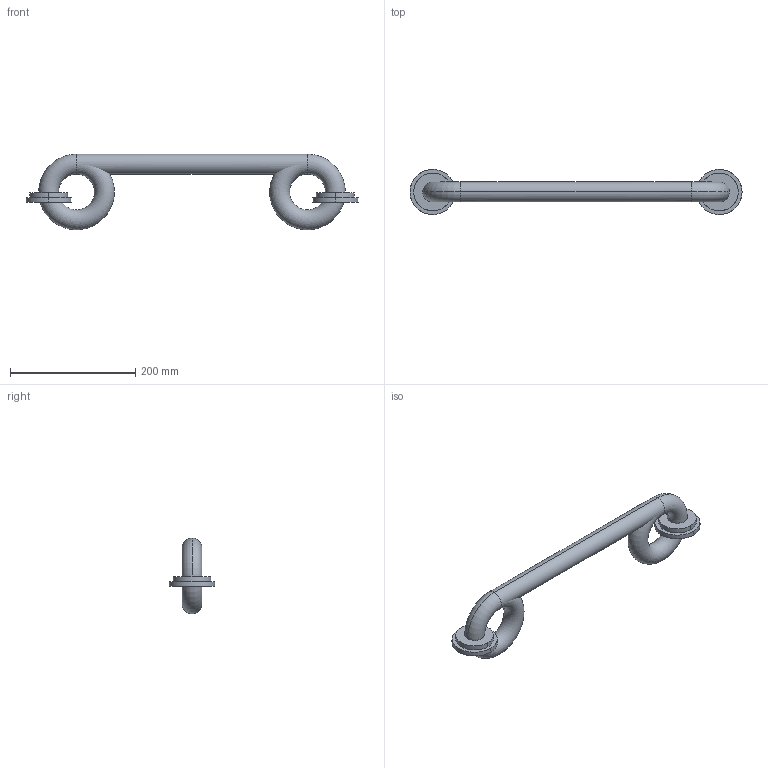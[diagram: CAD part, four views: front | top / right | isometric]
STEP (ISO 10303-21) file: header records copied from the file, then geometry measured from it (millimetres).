
FILE_DESCRIPTION((''),'2;1');
FILE_NAME('16-37_SW0001','2010-07-20T',('Shambuling'),(''),'PRO/ENGINEER BY PARAMETRIC TECHNOLOGY CORPORATION, 2009300','PRO/ENGINEER BY PARAMETRIC TECHNOLOGY CORPORATION, 2009300','');
FILE_SCHEMA(('CONFIG_CONTROL_DESIGN'));
Length unit declared in the file: inch
Products named in the file (1): 16-37_SW0001
Bounding box: 529.46 x 72.26 x 120.65 mm (x, y, z)
Surface area: 168251.9 mm2 (no closed solid volume)
Topology: 0 solids, 0 shells, 28 faces, 102 edges, 98 vertices
Faces by surface type: bspline 24, torus 4
Entity records: 4655 total; most frequent: CARTESIAN_POINT 3654, DIRECTION 172, TRIMMED_CURVE 128, DEFINITIONAL_REPRESENTATION 94, PCURVE 94, COMPOSITE_CURVE_SEGMENT 94, VECTOR 92, LINE 92
